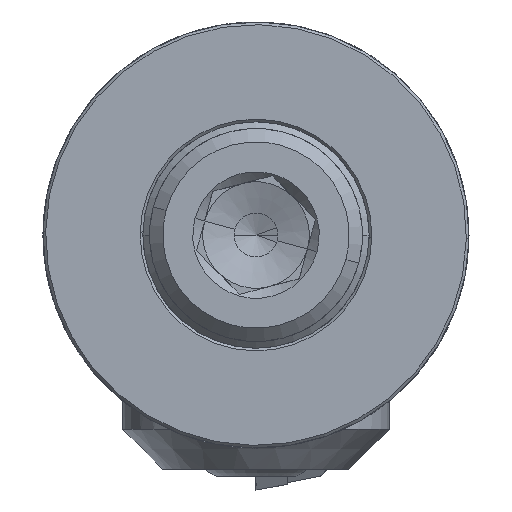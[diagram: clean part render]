
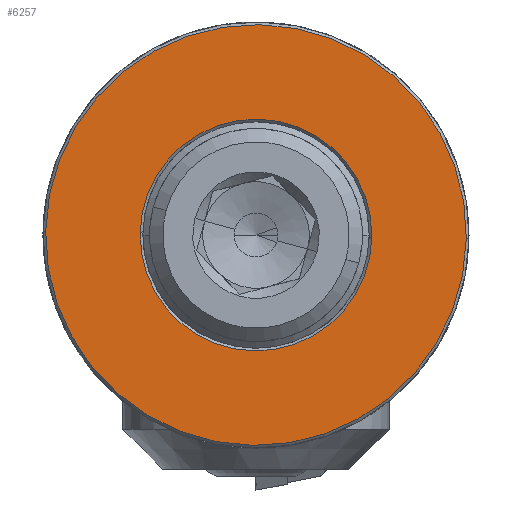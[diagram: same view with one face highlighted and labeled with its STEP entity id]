
A CAD part, left-side view. The second image highlights one B-rep face of the part: STEP entity #6257.
In plain terms, the highlighted planar face has unit normal (-1, 0, 0).
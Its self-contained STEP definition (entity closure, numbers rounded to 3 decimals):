
#321 = CARTESIAN_POINT ( 'NONE',  ( 0., 0., 15.8 ) ) ;
#984 = CARTESIAN_POINT ( 'NONE',  ( 0., 0., 0. ) ) ;
#1580 = ORIENTED_EDGE ( 'NONE', *, *, #33525, .T. ) ;
#1739 = CARTESIAN_POINT ( 'NONE',  ( 0., 0., -15.8 ) ) ;
#2606 = CARTESIAN_POINT ( 'NONE',  ( 0., 0., -8.7 ) ) ;
#3048 = AXIS2_PLACEMENT_3D ( 'NONE', #15555, #33577, #18110 ) ;
#3629 = DIRECTION ( 'NONE',  ( 0., 0., 1. ) ) ;
#5109 = EDGE_CURVE ( 'NONE', #31510, #7546, #29837, .T. ) ;
#5852 = EDGE_CURVE ( 'NONE', #20865, #19834, #23692, .T. ) ;
#6257 = ADVANCED_FACE ( 'NONE', ( #15660, #8812 ), #6771, .F. ) ;
#6771 = PLANE ( 'NONE',  #21550 ) ;
#7546 = VERTEX_POINT ( 'NONE', #321 ) ;
#7621 = CARTESIAN_POINT ( 'NONE',  ( 0., 0., 8.7 ) ) ;
#8812 = FACE_OUTER_BOUND ( 'NONE', #30377, .T. ) ;
#9412 = DIRECTION ( 'NONE',  ( 0., 0., -1. ) ) ;
#9759 = CARTESIAN_POINT ( 'NONE',  ( 0., 0., 0. ) ) ;
#10399 = CIRCLE ( 'NONE', #3048, 8.7 ) ;
#10448 = AXIS2_PLACEMENT_3D ( 'NONE', #984, #19103, #3629 ) ;
#12354 = DIRECTION ( 'NONE',  ( 0., 0., 1. ) ) ;
#13641 = CARTESIAN_POINT ( 'NONE',  ( 0., 0., 0. ) ) ;
#14097 = ORIENTED_EDGE ( 'NONE', *, *, #5852, .F. ) ;
#14914 = ORIENTED_EDGE ( 'NONE', *, *, #19811, .F. ) ;
#15555 = CARTESIAN_POINT ( 'NONE',  ( 0., 0., 0. ) ) ;
#15660 = FACE_BOUND ( 'NONE', #24387, .T. ) ;
#16222 = DIRECTION ( 'NONE',  ( 0., 0., 1. ) ) ;
#18110 = DIRECTION ( 'NONE',  ( 0., 0., 1. ) ) ;
#19103 = DIRECTION ( 'NONE',  ( -1., 0., 0. ) ) ;
#19811 = EDGE_CURVE ( 'NONE', #19834, #20865, #10399, .T. ) ;
#19834 = VERTEX_POINT ( 'NONE', #2606 ) ;
#20865 = VERTEX_POINT ( 'NONE', #7621 ) ;
#21219 = CIRCLE ( 'NONE', #10448, 15.8 ) ;
#21550 = AXIS2_PLACEMENT_3D ( 'NONE', #24685, #24799, #9412 ) ;
#22402 = AXIS2_PLACEMENT_3D ( 'NONE', #13641, #31672, #16222 ) ;
#23692 = CIRCLE ( 'NONE', #33285, 8.7 ) ;
#24387 = EDGE_LOOP ( 'NONE', ( #14097, #14914 ) ) ;
#24685 = CARTESIAN_POINT ( 'NONE',  ( 0., 15.8, 0. ) ) ;
#24799 = DIRECTION ( 'NONE',  ( 1., 0., 0. ) ) ;
#25607 = ORIENTED_EDGE ( 'NONE', *, *, #5109, .T. ) ;
#27755 = DIRECTION ( 'NONE',  ( -1., 0., 0. ) ) ;
#29837 = CIRCLE ( 'NONE', #22402, 15.8 ) ;
#30377 = EDGE_LOOP ( 'NONE', ( #25607, #1580 ) ) ;
#31510 = VERTEX_POINT ( 'NONE', #1739 ) ;
#31672 = DIRECTION ( 'NONE',  ( -1., 0., 0. ) ) ;
#33285 = AXIS2_PLACEMENT_3D ( 'NONE', #9759, #27755, #12354 ) ;
#33525 = EDGE_CURVE ( 'NONE', #7546, #31510, #21219, .T. ) ;
#33577 = DIRECTION ( 'NONE',  ( -1., 0., 0. ) ) ;
